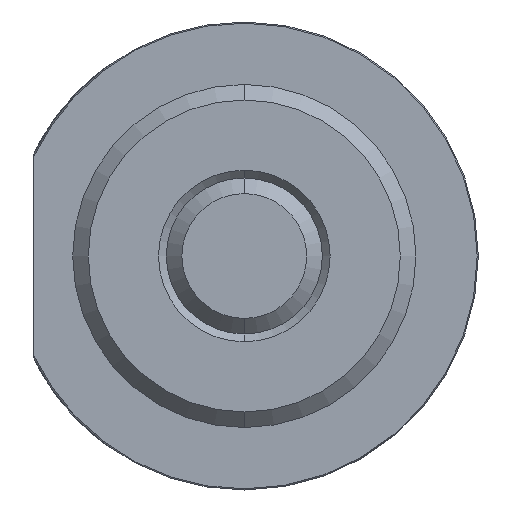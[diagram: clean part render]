
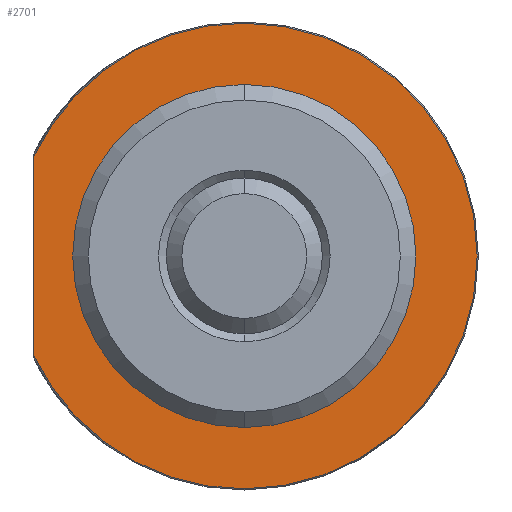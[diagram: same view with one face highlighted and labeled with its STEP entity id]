
A CAD part, left-side view. The second image highlights one B-rep face of the part: STEP entity #2701.
In plain terms, the highlighted planar face has unit normal (-1, 0, 0).
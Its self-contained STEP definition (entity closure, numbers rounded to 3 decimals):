
#236 = CARTESIAN_POINT ( 'NONE',  ( 22., 0., 14.927 ) ) ;
#238 = CARTESIAN_POINT ( 'NONE',  ( 22., 13.5, 6.37 ) ) ;
#242 = CARTESIAN_POINT ( 'NONE',  ( 22., 13.5, -6.37 ) ) ;
#258 = CARTESIAN_POINT ( 'NONE',  ( 22., 0., -11. ) ) ;
#259 = CARTESIAN_POINT ( 'NONE',  ( 22., 0., -14.927 ) ) ;
#271 = CARTESIAN_POINT ( 'NONE',  ( 22., 0., 11. ) ) ;
#317 = VERTEX_POINT ( 'NONE', #271 ) ;
#329 = VERTEX_POINT ( 'NONE', #259 ) ;
#330 = VERTEX_POINT ( 'NONE', #258 ) ;
#346 = VERTEX_POINT ( 'NONE', #242 ) ;
#350 = VERTEX_POINT ( 'NONE', #238 ) ;
#352 = VERTEX_POINT ( 'NONE', #236 ) ;
#471 = EDGE_LOOP ( 'NONE', ( #681, #679, #680, #678 ) ) ;
#535 = EDGE_LOOP ( 'NONE', ( #708, #709 ) ) ;
#678 = ORIENTED_EDGE ( 'NONE', *, *, #2893, .T. ) ;
#679 = ORIENTED_EDGE ( 'NONE', *, *, #2857, .T. ) ;
#680 = ORIENTED_EDGE ( 'NONE', *, *, #2859, .T. ) ;
#681 = ORIENTED_EDGE ( 'NONE', *, *, #2903, .T. ) ;
#708 = ORIENTED_EDGE ( 'NONE', *, *, #2886, .F. ) ;
#709 = ORIENTED_EDGE ( 'NONE', *, *, #2899, .F. ) ;
#1442 = CARTESIAN_POINT ( 'NONE',  ( 22., 0., 0. ) ) ;
#1443 = DIRECTION ( 'NONE',  ( -1., 0., 0. ) ) ;
#1444 = DIRECTION ( 'NONE',  ( 0., 0., -1. ) ) ;
#1446 = CARTESIAN_POINT ( 'NONE',  ( 22., 0., 0. ) ) ;
#1448 = DIRECTION ( 'NONE',  ( -1., 0., 0. ) ) ;
#1449 = DIRECTION ( 'NONE',  ( 0., 0., -1. ) ) ;
#1497 = CARTESIAN_POINT ( 'NONE',  ( 22., 0., 0. ) ) ;
#1515 = DIRECTION ( 'NONE',  ( -1., 0., 0. ) ) ;
#1516 = DIRECTION ( 'NONE',  ( 0., 0., 1. ) ) ;
#1532 = CARTESIAN_POINT ( 'NONE',  ( 22., 13.5, 0. ) ) ;
#1533 = DIRECTION ( 'NONE',  ( 0., 0., -1. ) ) ;
#1543 = CARTESIAN_POINT ( 'NONE',  ( 22., 0., 0. ) ) ;
#1550 = DIRECTION ( 'NONE',  ( -1., 0., 0. ) ) ;
#1551 = DIRECTION ( 'NONE',  ( 0., 0., 1. ) ) ;
#1587 = CARTESIAN_POINT ( 'NONE',  ( 22., 0., 0. ) ) ;
#1588 = DIRECTION ( 'NONE',  ( -1., 0., 0. ) ) ;
#1589 = DIRECTION ( 'NONE',  ( 0., 0., -1. ) ) ;
#1904 = DIRECTION ( 'NONE',  ( 0., 0., -1. ) ) ;
#1906 = DIRECTION ( 'NONE',  ( 1., 0., 0. ) ) ;
#1907 = PLANE ( 'NONE',  #3032 ) ;
#1908 = CARTESIAN_POINT ( 'NONE',  ( 22., 11., 0. ) ) ;
#2204 = FACE_OUTER_BOUND ( 'NONE', #471, .T. ) ;
#2213 = FACE_BOUND ( 'NONE', #535, .T. ) ;
#2473 = CIRCLE ( 'NONE', #3145, 14.927 ) ;
#2476 = CIRCLE ( 'NONE', #3149, 14.927 ) ;
#2518 = CIRCLE ( 'NONE', #3162, 11. ) ;
#2525 = LINE ( 'NONE', #1532, #2526 ) ;
#2526 = VECTOR ( 'NONE', #1533, 1000. ) ;
#2534 = CIRCLE ( 'NONE', #3169, 11. ) ;
#2536 = CIRCLE ( 'NONE', #3171, 14.927 ) ;
#2701 = ADVANCED_FACE ( 'NONE', ( #2204, #2213 ), #1907, .F. ) ;
#2857 = EDGE_CURVE ( 'NONE', #329, #352, #2473, .T. ) ;
#2859 = EDGE_CURVE ( 'NONE', #352, #350, #2476, .T. ) ;
#2886 = EDGE_CURVE ( 'NONE', #317, #330, #2518, .T. ) ;
#2893 = EDGE_CURVE ( 'NONE', #350, #346, #2525, .T. ) ;
#2899 = EDGE_CURVE ( 'NONE', #330, #317, #2534, .T. ) ;
#2903 = EDGE_CURVE ( 'NONE', #346, #329, #2536, .T. ) ;
#3032 = AXIS2_PLACEMENT_3D ( 'NONE', #1908, #1906, #1904 ) ;
#3145 = AXIS2_PLACEMENT_3D ( 'NONE', #1442, #1443, #1444 ) ;
#3149 = AXIS2_PLACEMENT_3D ( 'NONE', #1446, #1448, #1449 ) ;
#3162 = AXIS2_PLACEMENT_3D ( 'NONE', #1497, #1515, #1516 ) ;
#3169 = AXIS2_PLACEMENT_3D ( 'NONE', #1543, #1550, #1551 ) ;
#3171 = AXIS2_PLACEMENT_3D ( 'NONE', #1587, #1588, #1589 ) ;
